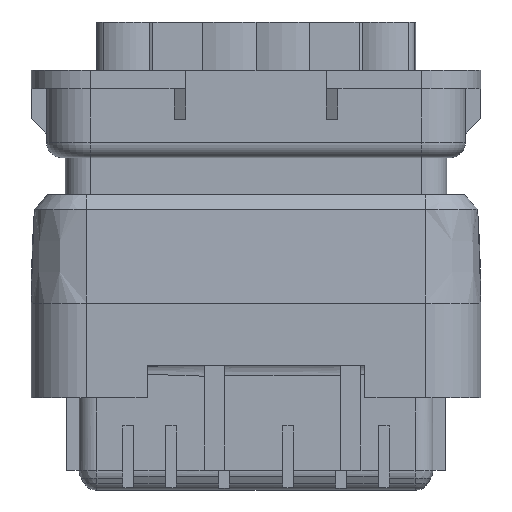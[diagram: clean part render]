
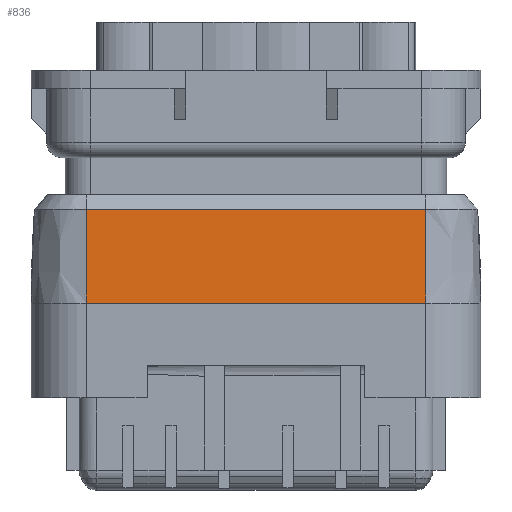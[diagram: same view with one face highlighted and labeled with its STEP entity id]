
A CAD part, front view. The second image highlights one B-rep face of the part: STEP entity #836.
In plain terms, the highlighted cylindrical face has radius 110 mm (diameter 220 mm), a partial arc.
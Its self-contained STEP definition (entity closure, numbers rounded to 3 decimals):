
#253=CYLINDRICAL_SURFACE('',#11964,110.);
#836=ADVANCED_FACE('',(#1826),#253,.T.);
#1826=FACE_OUTER_BOUND('',#2414,.T.);
#2414=EDGE_LOOP('',(#3942,#3943,#3944,#3945));
#2858=B_SPLINE_CURVE_WITH_KNOTS('',3,(#17733,#17734,#17735,#17736),
 .UNSPECIFIED.,.F.,.F.,(4,4),(0.,1.),.UNSPECIFIED.);
#2859=B_SPLINE_CURVE_WITH_KNOTS('',3,(#17738,#17739,#17740,#17741),
 .UNSPECIFIED.,.F.,.F.,(4,4),(0.,1.),.UNSPECIFIED.);
#3942=ORIENTED_EDGE('',*,*,#8033,.F.);
#3943=ORIENTED_EDGE('',*,*,#7984,.T.);
#3944=ORIENTED_EDGE('',*,*,#8034,.T.);
#3945=ORIENTED_EDGE('',*,*,#8035,.T.);
#6690=VERTEX_POINT('',#17623);
#6693=VERTEX_POINT('',#17631);
#6732=VERTEX_POINT('',#17737);
#6733=VERTEX_POINT('',#17742);
#7984=EDGE_CURVE('',#6690,#6693,#9546,.T.);
#8033=EDGE_CURVE('',#6690,#6732,#2858,.T.);
#8034=EDGE_CURVE('',#6693,#6733,#2859,.T.);
#8035=EDGE_CURVE('',#6733,#6732,#9593,.T.);
#9546=LINE('',#17632,#10785);
#9593=LINE('',#17743,#10832);
#10785=VECTOR('',#13469,1.);
#10832=VECTOR('',#13548,1.);
#11964=AXIS2_PLACEMENT_3D('',#17744,#13549,#13550);
#13469=DIRECTION('',(-1.,0.,0.));
#13548=DIRECTION('',(1.,0.,0.));
#13549=DIRECTION('',(1.,0.,0.));
#13550=DIRECTION('',(0.,-0.998,0.065));
#17623=CARTESIAN_POINT('',(13.25,-7.806,14.717));
#17631=CARTESIAN_POINT('',(-13.25,-7.806,14.717));
#17632=CARTESIAN_POINT('',(-13.3,-7.806,14.717));
#17733=CARTESIAN_POINT('',(13.25,-7.806,14.717));
#17734=CARTESIAN_POINT('',(13.25,-7.969,12.281));
#17735=CARTESIAN_POINT('',(13.25,-8.05,9.841));
#17736=CARTESIAN_POINT('',(13.25,-8.05,7.4));
#17737=CARTESIAN_POINT('',(13.25,-8.05,7.4));
#17738=CARTESIAN_POINT('',(-13.25,-7.806,14.717));
#17739=CARTESIAN_POINT('',(-13.25,-7.969,12.281));
#17740=CARTESIAN_POINT('',(-13.25,-8.05,9.841));
#17741=CARTESIAN_POINT('',(-13.25,-8.05,7.4));
#17742=CARTESIAN_POINT('',(-13.25,-8.05,7.4));
#17743=CARTESIAN_POINT('',(-13.25,-8.05,7.4));
#17744=CARTESIAN_POINT('',(-13.3,101.95,7.4));
